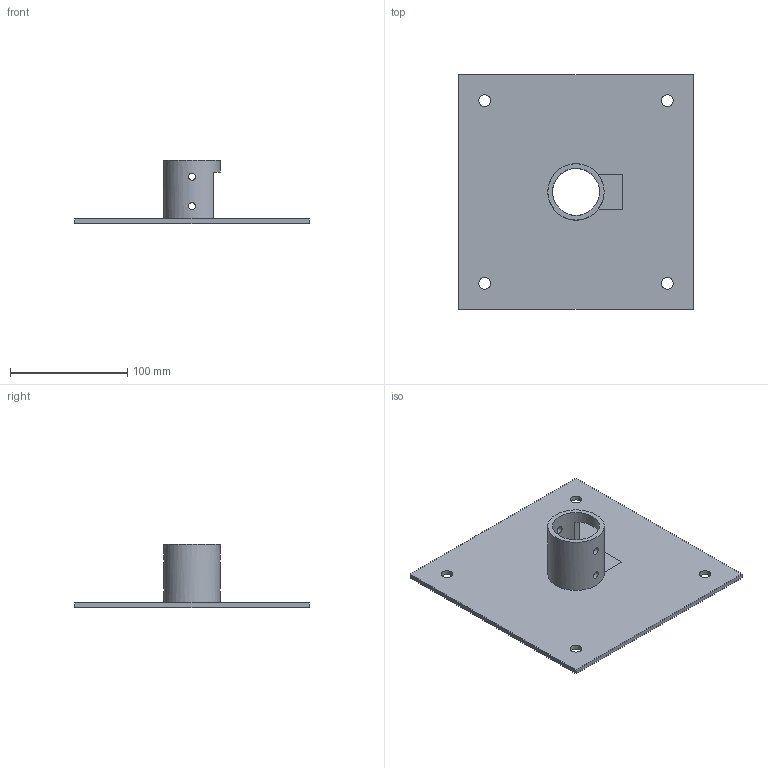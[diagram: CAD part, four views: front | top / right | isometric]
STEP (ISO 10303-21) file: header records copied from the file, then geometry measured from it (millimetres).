
FILE_DESCRIPTION(('FreeCAD Model'),'2;1');
FILE_NAME('base1.step','2014-02-15T13:56:12',( 'FreeCAD'),('FreeCAD'),'Open CASCADE STEP processor 6.5','FreeCAD', 'Unknown');
FILE_SCHEMA(('AUTOMOTIVE_DESIGN_CC2 { 1 2 10303 214 -1 1 5 4 }'));
Length unit declared in the file: millimetre
Products named in the file (1): fx1
Bounding box: 200 x 200 x 54 mm (x, y, z)
Volume: 175627.8 mm3; surface area: 93019.9 mm2
Topology: 1 solids, 1 shells, 23 faces, 63 edges, 41 vertices
Faces by surface type: plane 12, cylinder 11
Full cylindrical faces by diameter (mm): 6 x4, 10 x4, 40 x2, 48 x1
Entity records: 3460 total; most frequent: CARTESIAN_POINT 2170, DIRECTION 224, ORIENTED_EDGE 126, PCURVE 126, DEFINITIONAL_REPRESENTATION 126, LINE 114, VECTOR 114, EDGE_CURVE 63
